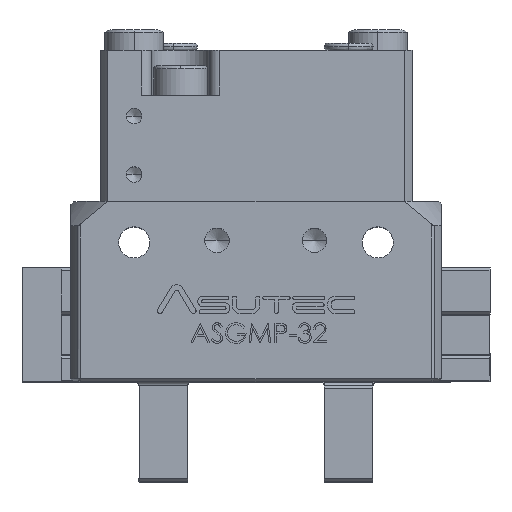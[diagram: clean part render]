
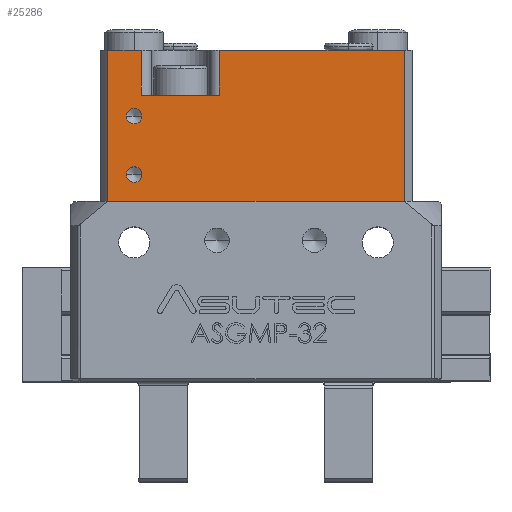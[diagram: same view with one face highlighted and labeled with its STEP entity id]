
A CAD part, top view. The second image highlights one B-rep face of the part: STEP entity #25286.
In plain terms, the highlighted planar face has unit normal (0, 0, 1).
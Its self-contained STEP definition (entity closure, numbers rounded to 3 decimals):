
#374 = VERTEX_POINT ( 'NONE', #22851 ) ;
#519 = VERTEX_POINT ( 'NONE', #23706 ) ;
#702 = CARTESIAN_POINT ( 'NONE',  ( -11.75, -4.6, 10.95 ) ) ;
#993 = EDGE_CURVE ( 'NONE', #374, #8814, #7159, .T. ) ;
#1050 = VERTEX_POINT ( 'NONE', #1774 ) ;
#1587 = CARTESIAN_POINT ( 'NONE',  ( -15.22, -15.5, 10.95 ) ) ;
#1774 = CARTESIAN_POINT ( 'NONE',  ( -3.75, -4.6, 10.95 ) ) ;
#1803 = CARTESIAN_POINT ( 'NONE',  ( -11.75, -15.5, 10.95 ) ) ;
#1811 = CARTESIAN_POINT ( 'NONE',  ( -12.5, -12.75, 10.95 ) ) ;
#2139 = ORIENTED_EDGE ( 'NONE', *, *, #993, .T. ) ;
#2355 = CARTESIAN_POINT ( 'NONE',  ( -12.5, -6.75, 10.95 ) ) ;
#2763 = VERTEX_POINT ( 'NONE', #9822 ) ;
#3996 = VERTEX_POINT ( 'NONE', #8449 ) ;
#4266 = EDGE_CURVE ( 'NONE', #1050, #12641, #13971, .T. ) ;
#4342 = ORIENTED_EDGE ( 'NONE', *, *, #23603, .T. ) ;
#4408 = DIRECTION ( 'NONE',  ( 1., 0., 0. ) ) ;
#4410 = ORIENTED_EDGE ( 'NONE', *, *, #4266, .T. ) ;
#4759 = DIRECTION ( 'NONE',  ( -1., 0., 0. ) ) ;
#5679 = CARTESIAN_POINT ( 'NONE',  ( -11.75, 0., 10.95 ) ) ;
#6081 = EDGE_LOOP ( 'NONE', ( #14536, #9598, #4342, #24393, #4410, #20564, #7256, #10163 ) ) ;
#6131 = EDGE_CURVE ( 'NONE', #14363, #3996, #16267, .T. ) ;
#6280 = EDGE_CURVE ( 'NONE', #20346, #14363, #15672, .T. ) ;
#7159 = CIRCLE ( 'NONE', #22758, 0.8 ) ;
#7201 = PLANE ( 'NONE',  #19366 ) ;
#7256 = ORIENTED_EDGE ( 'NONE', *, *, #21640, .T. ) ;
#7471 = CARTESIAN_POINT ( 'NONE',  ( -12.5, -12.75, 10.95 ) ) ;
#7487 = VERTEX_POINT ( 'NONE', #13804 ) ;
#8334 = VECTOR ( 'NONE', #21907, 1000. ) ;
#8449 = CARTESIAN_POINT ( 'NONE',  ( 15.22, -15.5, 10.95 ) ) ;
#8557 = FACE_BOUND ( 'NONE', #19034, .T. ) ;
#8677 = LINE ( 'NONE', #8849, #18740 ) ;
#8814 = VERTEX_POINT ( 'NONE', #25260 ) ;
#8849 = CARTESIAN_POINT ( 'NONE',  ( 16., 0., 10.95 ) ) ;
#9126 = VERTEX_POINT ( 'NONE', #24521 ) ;
#9267 = DIRECTION ( 'NONE',  ( 0., 0., 1. ) ) ;
#9405 = CIRCLE ( 'NONE', #20066, 0.8 ) ;
#9540 = DIRECTION ( 'NONE',  ( 1., 0., 0. ) ) ;
#9598 = ORIENTED_EDGE ( 'NONE', *, *, #16995, .T. ) ;
#9626 = EDGE_CURVE ( 'NONE', #2763, #7487, #9405, .T. ) ;
#9822 = CARTESIAN_POINT ( 'NONE',  ( -11.7, -6.75, 10.95 ) ) ;
#10163 = ORIENTED_EDGE ( 'NONE', *, *, #6280, .T. ) ;
#10363 = CARTESIAN_POINT ( 'NONE',  ( -12.5, -6.75, 10.95 ) ) ;
#10809 = LINE ( 'NONE', #17443, #20829 ) ;
#11126 = CARTESIAN_POINT ( 'NONE',  ( 16., -15.5, 10.95 ) ) ;
#11162 = DIRECTION ( 'NONE',  ( 0., 0., -1. ) ) ;
#11758 = CARTESIAN_POINT ( 'NONE',  ( -15.22, 0., 10.95 ) ) ;
#11856 = CARTESIAN_POINT ( 'NONE',  ( 16., -4.6, 10.95 ) ) ;
#12045 = CIRCLE ( 'NONE', #13648, 0.8 ) ;
#12257 = EDGE_LOOP ( 'NONE', ( #13731, #2139 ) ) ;
#12415 = DIRECTION ( 'NONE',  ( 1., 0., 0. ) ) ;
#12641 = VERTEX_POINT ( 'NONE', #702 ) ;
#13381 = DIRECTION ( 'NONE',  ( -1., 0., 0. ) ) ;
#13648 = AXIS2_PLACEMENT_3D ( 'NONE', #10363, #24306, #12415 ) ;
#13731 = ORIENTED_EDGE ( 'NONE', *, *, #19108, .T. ) ;
#13804 = CARTESIAN_POINT ( 'NONE',  ( -13.3, -6.75, 10.95 ) ) ;
#13856 = EDGE_CURVE ( 'NONE', #12641, #22781, #14311, .T. ) ;
#13971 = LINE ( 'NONE', #11856, #14750 ) ;
#14311 = LINE ( 'NONE', #1803, #8334 ) ;
#14363 = VERTEX_POINT ( 'NONE', #1587 ) ;
#14536 = ORIENTED_EDGE ( 'NONE', *, *, #6131, .T. ) ;
#14750 = VECTOR ( 'NONE', #20916, 1000. ) ;
#14960 = VECTOR ( 'NONE', #17823, 1000. ) ;
#15672 = LINE ( 'NONE', #15824, #14960 ) ;
#15824 = CARTESIAN_POINT ( 'NONE',  ( -15.22, -15.5, 10.95 ) ) ;
#16223 = VECTOR ( 'NONE', #21139, 1000. ) ;
#16267 = LINE ( 'NONE', #21043, #16223 ) ;
#16537 = DIRECTION ( 'NONE',  ( 0., 0., -1. ) ) ;
#16995 = EDGE_CURVE ( 'NONE', #3996, #519, #25028, .T. ) ;
#17443 = CARTESIAN_POINT ( 'NONE',  ( 16., 0., 10.95 ) ) ;
#17823 = DIRECTION ( 'NONE',  ( 0., -1., 0. ) ) ;
#18086 = AXIS2_PLACEMENT_3D ( 'NONE', #7471, #21531, #9540 ) ;
#18693 = VECTOR ( 'NONE', #23562, 1000. ) ;
#18740 = VECTOR ( 'NONE', #4759, 1000. ) ;
#19034 = EDGE_LOOP ( 'NONE', ( #20656, #20674 ) ) ;
#19108 = EDGE_CURVE ( 'NONE', #8814, #374, #23786, .T. ) ;
#19215 = FACE_BOUND ( 'NONE', #12257, .T. ) ;
#19366 = AXIS2_PLACEMENT_3D ( 'NONE', #11126, #9267, #23244 ) ;
#19521 = VECTOR ( 'NONE', #23456, 1000. ) ;
#19839 = FACE_OUTER_BOUND ( 'NONE', #6081, .T. ) ;
#20066 = AXIS2_PLACEMENT_3D ( 'NONE', #2355, #16537, #4408 ) ;
#20346 = VERTEX_POINT ( 'NONE', #11758 ) ;
#20564 = ORIENTED_EDGE ( 'NONE', *, *, #13856, .T. ) ;
#20656 = ORIENTED_EDGE ( 'NONE', *, *, #9626, .T. ) ;
#20674 = ORIENTED_EDGE ( 'NONE', *, *, #24591, .T. ) ;
#20829 = VECTOR ( 'NONE', #13381, 1000. ) ;
#20916 = DIRECTION ( 'NONE',  ( -1., 0., 0. ) ) ;
#21043 = CARTESIAN_POINT ( 'NONE',  ( -16., -15.5, 10.95 ) ) ;
#21139 = DIRECTION ( 'NONE',  ( 1., 0., 0. ) ) ;
#21442 = DIRECTION ( 'NONE',  ( 1., 0., 0. ) ) ;
#21475 = CARTESIAN_POINT ( 'NONE',  ( 15.22, -15.5, 10.95 ) ) ;
#21531 = DIRECTION ( 'NONE',  ( 0., 0., -1. ) ) ;
#21640 = EDGE_CURVE ( 'NONE', #22781, #20346, #8677, .T. ) ;
#21907 = DIRECTION ( 'NONE',  ( 0., 1., 0. ) ) ;
#22758 = AXIS2_PLACEMENT_3D ( 'NONE', #1811, #11162, #21442 ) ;
#22769 = EDGE_CURVE ( 'NONE', #9126, #1050, #23950, .T. ) ;
#22781 = VERTEX_POINT ( 'NONE', #5679 ) ;
#22851 = CARTESIAN_POINT ( 'NONE',  ( -13.3, -12.75, 10.95 ) ) ;
#23244 = DIRECTION ( 'NONE',  ( 1., 0., 0. ) ) ;
#23456 = DIRECTION ( 'NONE',  ( 0., 1., 0. ) ) ;
#23562 = DIRECTION ( 'NONE',  ( 0., -1., 0. ) ) ;
#23603 = EDGE_CURVE ( 'NONE', #519, #9126, #10809, .T. ) ;
#23706 = CARTESIAN_POINT ( 'NONE',  ( 15.22, 0., 10.95 ) ) ;
#23786 = CIRCLE ( 'NONE', #18086, 0.8 ) ;
#23950 = LINE ( 'NONE', #25552, #18693 ) ;
#24306 = DIRECTION ( 'NONE',  ( 0., 0., -1. ) ) ;
#24393 = ORIENTED_EDGE ( 'NONE', *, *, #22769, .T. ) ;
#24521 = CARTESIAN_POINT ( 'NONE',  ( -3.75, 0., 10.95 ) ) ;
#24591 = EDGE_CURVE ( 'NONE', #7487, #2763, #12045, .T. ) ;
#25028 = LINE ( 'NONE', #21475, #19521 ) ;
#25260 = CARTESIAN_POINT ( 'NONE',  ( -11.7, -12.75, 10.95 ) ) ;
#25286 = ADVANCED_FACE ( 'NONE', ( #19839, #8557, #19215 ), #7201, .T. ) ;
#25552 = CARTESIAN_POINT ( 'NONE',  ( -3.75, -15.5, 10.95 ) ) ;
